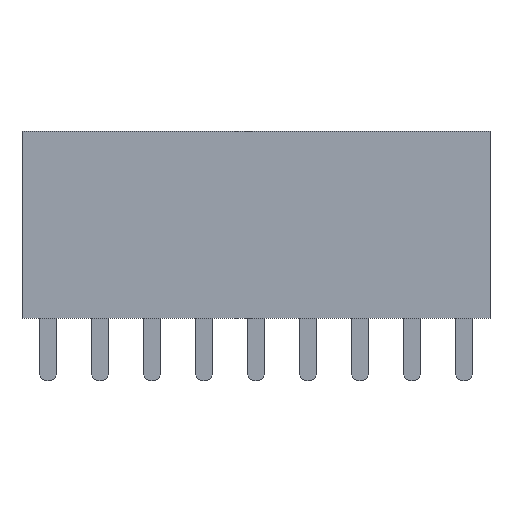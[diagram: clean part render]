
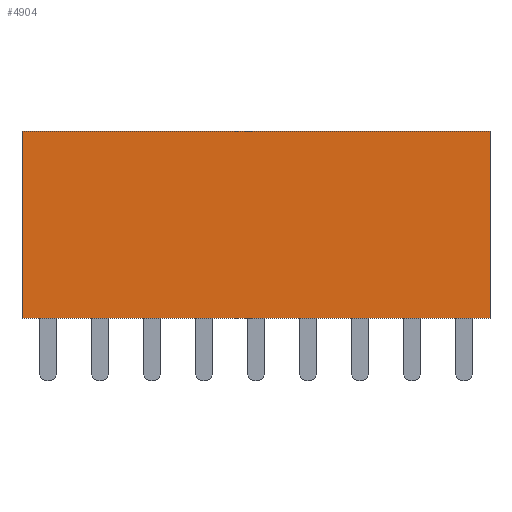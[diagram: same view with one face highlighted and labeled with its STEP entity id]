
A CAD part, left-side view. The second image highlights one B-rep face of the part: STEP entity #4904.
In plain terms, the highlighted planar face has unit normal (-1, 0, 0).
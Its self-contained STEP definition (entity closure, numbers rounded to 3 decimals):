
#400=FACE_OUTER_BOUND('',#689,.T.);
#689=EDGE_LOOP('',(#3786,#3787,#3788,#3789));
#876=LINE('',#6803,#1449);
#1089=LINE('',#7286,#1662);
#1119=LINE('',#7351,#1692);
#1120=LINE('',#7353,#1693);
#1449=VECTOR('',#5499,10.);
#1662=VECTOR('',#5942,10.);
#1692=VECTOR('',#6010,10.);
#1693=VECTOR('',#6013,10.);
#2014=VERTEX_POINT('',#6800);
#2015=VERTEX_POINT('',#6802);
#2169=VERTEX_POINT('',#7283);
#2170=VERTEX_POINT('',#7285);
#2492=EDGE_CURVE('',#2014,#2015,#876,.T.);
#2733=EDGE_CURVE('',#2170,#2169,#1089,.T.);
#2767=EDGE_CURVE('',#2015,#2169,#1119,.T.);
#2768=EDGE_CURVE('',#2014,#2170,#1120,.T.);
#3786=ORIENTED_EDGE('',*,*,#2768,.T.);
#3787=ORIENTED_EDGE('',*,*,#2733,.T.);
#3788=ORIENTED_EDGE('',*,*,#2767,.F.);
#3789=ORIENTED_EDGE('',*,*,#2492,.F.);
#4687=PLANE('',#5222);
#4904=ADVANCED_FACE('',(#400),#4687,.T.);
#5222=AXIS2_PLACEMENT_3D('',#7352,#6011,#6012);
#5499=DIRECTION('',(0.,0.,1.));
#5942=DIRECTION('',(0.,0.,1.));
#6010=DIRECTION('',(0.,-1.,0.));
#6011=DIRECTION('center_axis',(-1.,0.,0.));
#6012=DIRECTION('ref_axis',(0.,-1.,0.));
#6013=DIRECTION('',(0.,-1.,0.));
#6800=CARTESIAN_POINT('',(-1.25,21.25,0.));
#6802=CARTESIAN_POINT('',(-1.25,21.25,9.));
#6803=CARTESIAN_POINT('',(-1.25,21.25,0.));
#7283=CARTESIAN_POINT('',(-1.25,-1.25,9.));
#7285=CARTESIAN_POINT('',(-1.25,-1.25,0.));
#7286=CARTESIAN_POINT('',(-1.25,-1.25,0.));
#7351=CARTESIAN_POINT('',(-1.25,21.25,9.));
#7352=CARTESIAN_POINT('Origin',(-1.25,1.25,0.));
#7353=CARTESIAN_POINT('',(-1.25,21.25,0.));
